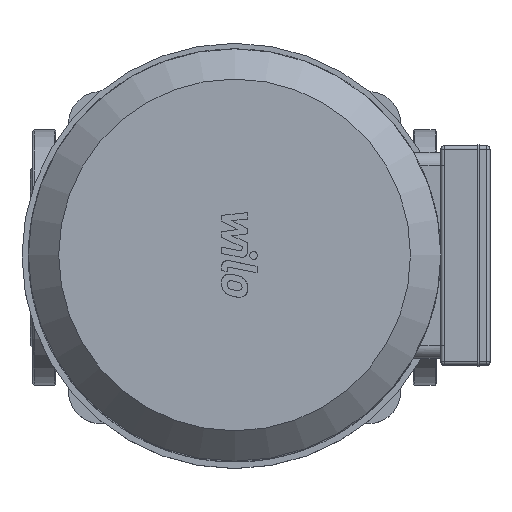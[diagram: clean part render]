
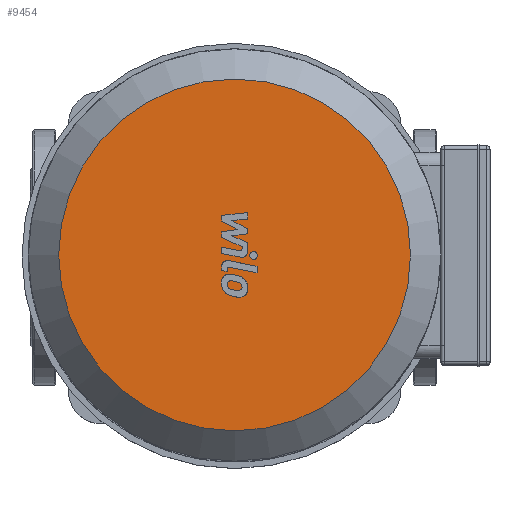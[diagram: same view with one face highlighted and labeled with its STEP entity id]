
A CAD part, top view. The second image highlights one B-rep face of the part: STEP entity #9454.
In plain terms, the highlighted planar face has unit normal (0, 0, 1).
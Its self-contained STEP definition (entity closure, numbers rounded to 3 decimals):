
#2036=PLANE('',#10197);
#2604=FACE_OUTER_BOUND('',#3231,.T.);
#3231=EDGE_LOOP('',(#7373));
#3820=CIRCLE('',#10193,137.75);
#4410=VERTEX_POINT('',#15069);
#5515=EDGE_CURVE('',#4410,#4410,#3820,.T.);
#7373=ORIENTED_EDGE('',*,*,#5515,.F.);
#9454=ADVANCED_FACE('',(#2604),#2036,.F.);
#10193=AXIS2_PLACEMENT_3D('',#15070,#11839,#11840);
#10197=AXIS2_PLACEMENT_3D('',#15076,#11847,#11848);
#11839=DIRECTION('center_axis',(0.,0.,
-1.));
#11840=DIRECTION('ref_axis',(0.,1.,0.));
#11847=DIRECTION('center_axis',(0.,0.,
-1.));
#11848=DIRECTION('ref_axis',(0.,1.,0.));
#15069=CARTESIAN_POINT('',(0.,-137.75,1242.));
#15070=CARTESIAN_POINT('Origin',(0.,0.,1242.));
#15076=CARTESIAN_POINT('Origin',(0.,0.,
1242.));
